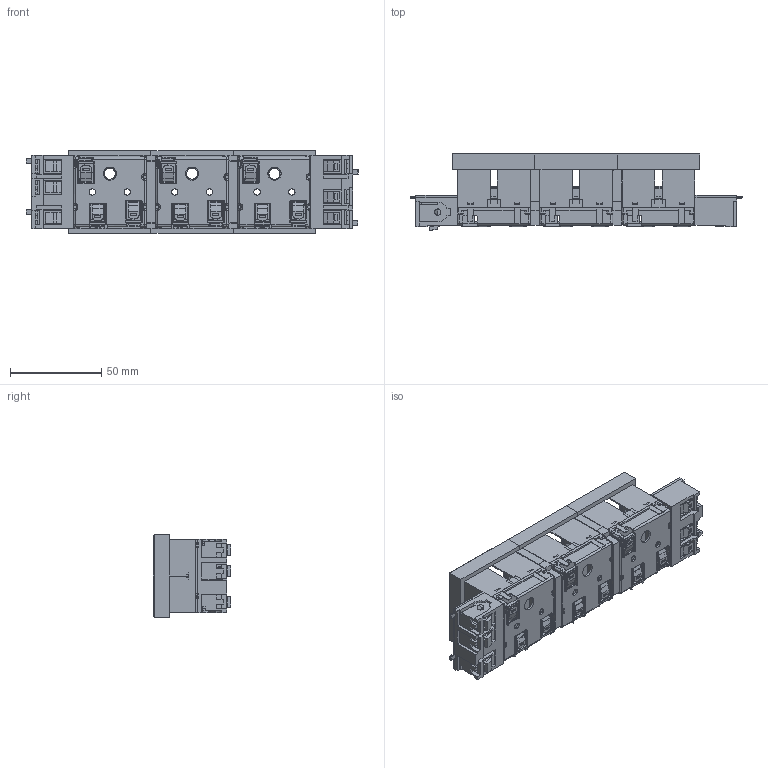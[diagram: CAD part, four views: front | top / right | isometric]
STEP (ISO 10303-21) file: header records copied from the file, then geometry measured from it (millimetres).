
FILE_DESCRIPTION (( 'STEP AP214' ), '1' );
FILE_NAME ('6120384_KSTP1.stp', '2025-09-30T09:04:28', ( '' ), ( '' ), 'SwSTEP 2.0', 'SolidWorks 2024', '' );
FILE_SCHEMA (( 'AUTOMOTIVE_DESIGN' ));
Length unit declared in the file: millimetre
Products named in the file (11): 104820_Standard_2.stp; 044036_Standard_2.stp; 044053_Standard_2.stp; 104821_Standard_2.stp; 044052_Standard_2.stp; 044053_Standard-0.stp; 044052_Standard-1.stp; 6120384_KSTP1; 6120382_KSTP1.stp; 044679_Standard_1.stp; 044038_Standard_1.stp
Assembly tree (15 placements, depth 4):
  6120384_KSTP1
    6120382_KSTP1.stp
      104821_Standard_2.stp  x3
        104820_Standard_2.stp
        044679_Standard_1.stp
      044036_Standard_2.stp  x3
      044038_Standard_1.stp  x2
      044053_Standard_2.stp
      044053_Standard-0.stp
      044052_Standard_2.stp
      044052_Standard-1.stp
Bounding box: 181.46 x 42.28 x 45 mm (x, y, z)
Volume: 77820.7 mm3; surface area: 98257 mm2
Topology: 15 solids, 15 shells, 3365 faces, 9396 edges, 5947 vertices
Faces by surface type: plane 2191, cylinder 742, bspline 315, cone 117
Entity records: 50532 total; most frequent: CARTESIAN_POINT 15039, ORIENTED_EDGE 7984, DIRECTION 6401, EDGE_CURVE 3992, VECTOR 3159, LINE 3159, VERTEX_POINT 2545, AXIS2_PLACEMENT_3D 1621
